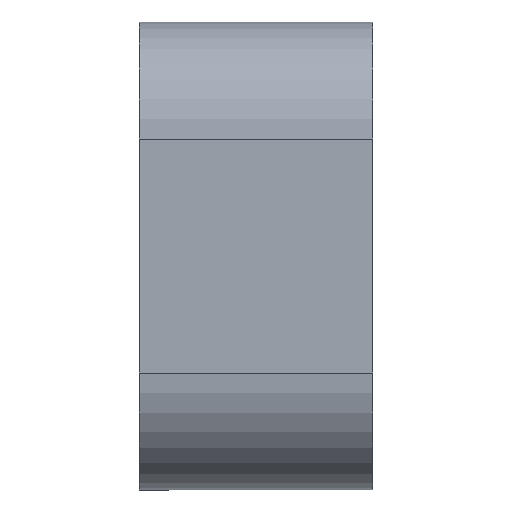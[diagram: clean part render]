
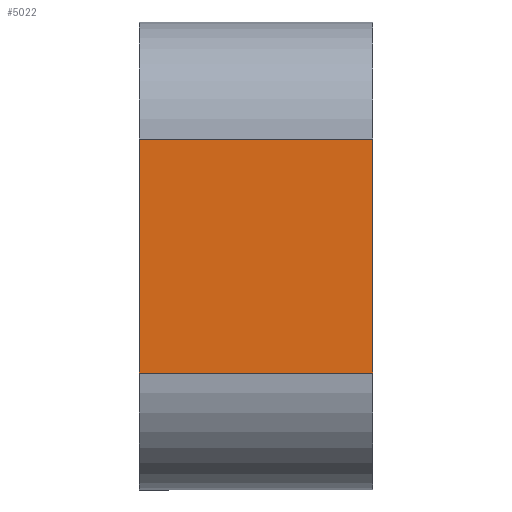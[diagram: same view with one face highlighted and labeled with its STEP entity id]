
A CAD part, left-side view. The second image highlights one B-rep face of the part: STEP entity #5022.
In plain terms, the highlighted planar face has unit normal (-1, 0, 0).
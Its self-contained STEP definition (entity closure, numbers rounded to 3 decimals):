
#476=FACE_OUTER_BOUND('',#738,.T.);
#738=EDGE_LOOP('',(#4004,#4005,#4006,#4007));
#1094=LINE('',#7721,#1654);
#1220=LINE('',#8046,#1780);
#1222=LINE('',#8053,#1782);
#1223=LINE('',#8054,#1783);
#1654=VECTOR('',#6197,10.);
#1780=VECTOR('',#6493,10.);
#1782=VECTOR('',#6501,10.);
#1783=VECTOR('',#6502,10.);
#2221=VERTEX_POINT('',#7719);
#2222=VERTEX_POINT('',#7720);
#2335=VERTEX_POINT('',#8044);
#2336=VERTEX_POINT('',#8045);
#2791=EDGE_CURVE('',#2221,#2222,#1094,.T.);
#2959=EDGE_CURVE('',#2335,#2336,#1220,.T.);
#2963=EDGE_CURVE('',#2335,#2222,#1222,.T.);
#2964=EDGE_CURVE('',#2221,#2336,#1223,.T.);
#4004=ORIENTED_EDGE('',*,*,#2963,.F.);
#4005=ORIENTED_EDGE('',*,*,#2959,.T.);
#4006=ORIENTED_EDGE('',*,*,#2964,.F.);
#4007=ORIENTED_EDGE('',*,*,#2791,.T.);
#4801=PLANE('',#5421);
#5022=ADVANCED_FACE('',(#476),#4801,.T.);
#5421=AXIS2_PLACEMENT_3D('',#8052,#6499,#6500);
#6197=DIRECTION('',(0.,-1.,0.));
#6493=DIRECTION('',(0.,1.,0.));
#6499=DIRECTION('center_axis',(-1.,0.,0.));
#6500=DIRECTION('ref_axis',(0.,0.,1.));
#6501=DIRECTION('',(0.,0.,-1.));
#6502=DIRECTION('',(0.,0.,1.));
#7719=CARTESIAN_POINT('',(-5.747,-12.521,6.36));
#7720=CARTESIAN_POINT('',(-5.747,-22.521,6.36));
#7721=CARTESIAN_POINT('',(-5.747,-17.521,6.36));
#8044=CARTESIAN_POINT('',(-5.747,-22.521,16.36));
#8045=CARTESIAN_POINT('',(-5.747,-12.521,16.36));
#8046=CARTESIAN_POINT('',(-5.747,-17.521,16.36));
#8052=CARTESIAN_POINT('Origin',(-5.747,-17.521,11.36));
#8053=CARTESIAN_POINT('',(-5.747,-22.521,11.36));
#8054=CARTESIAN_POINT('',(-5.747,-12.521,11.36));
